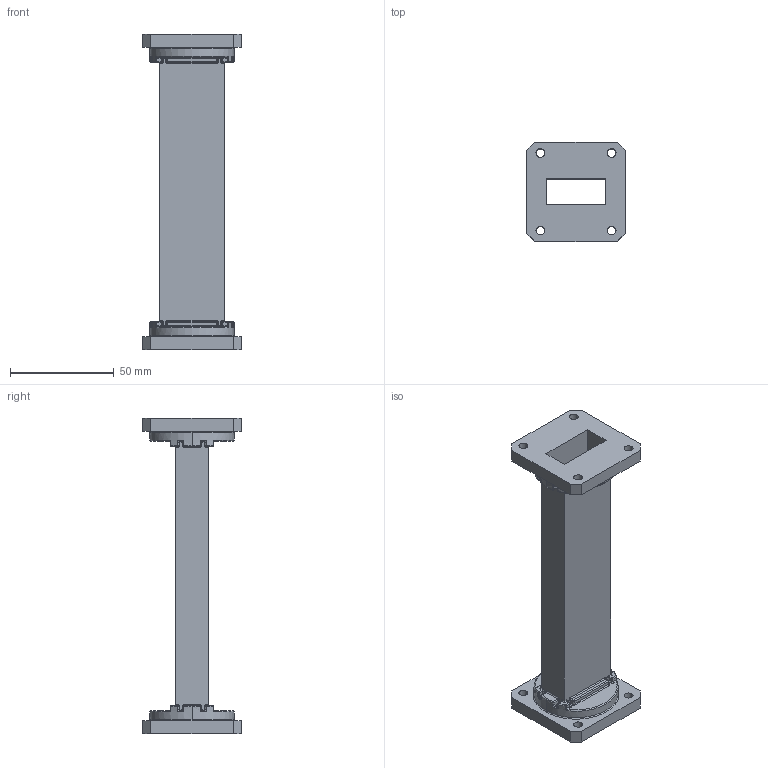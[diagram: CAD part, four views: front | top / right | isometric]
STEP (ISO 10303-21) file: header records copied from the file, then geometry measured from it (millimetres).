
FILE_DESCRIPTION (( 'STEP AP214' ), '1' );
FILE_NAME ('SMF112S-06_3D.step', '2023-11-15T22:10:05', ( '' ), ( '' ), 'SwSTEP 2.0', 'SolidWorks 2022', '' );
FILE_SCHEMA (( 'AUTOMOTIVE_DESIGN' ));
Length unit declared in the file: inch
Products named in the file (1): SMF112S-06_3D
Bounding box: 47.62 x 47.62 x 152.4 mm (x, y, z)
Volume: 52178 mm3; surface area: 36202.6 mm2
Topology: 1 solids, 1 shells, 502 faces, 1186 edges, 616 vertices
Faces by surface type: cylinder 224, plane 100, torus 78, sphere 76, bspline 24
Entity records: 14536 total; most frequent: CARTESIAN_POINT 3281, DIRECTION 2586, ORIENTED_EDGE 2228, EDGE_CURVE 1114, AXIS2_PLACEMENT_3D 1049, VERTEX_POINT 616, CIRCLE 570, EDGE_LOOP 522
